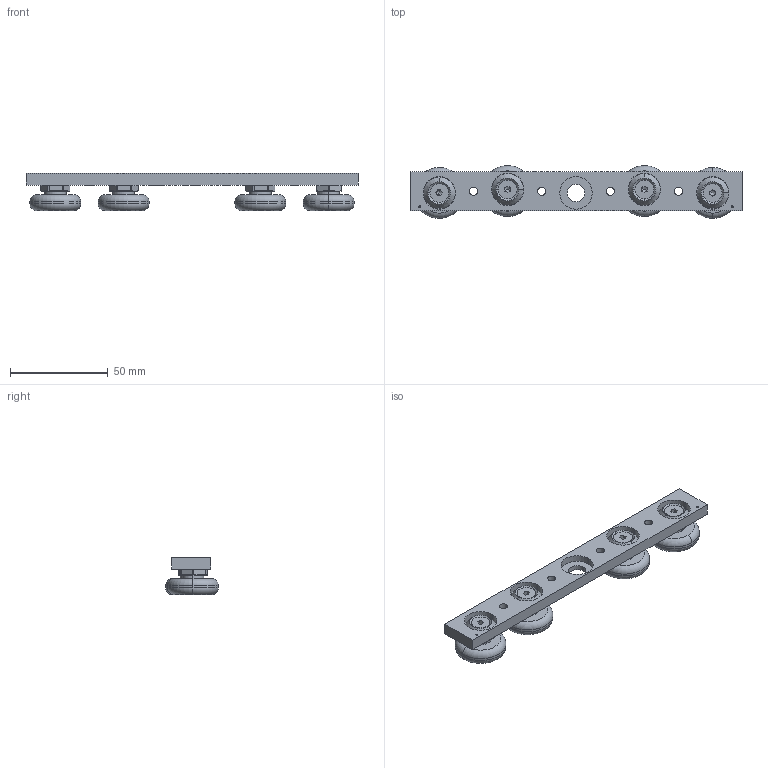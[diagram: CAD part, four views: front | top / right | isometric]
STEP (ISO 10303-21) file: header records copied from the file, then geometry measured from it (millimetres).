
FILE_DESCRIPTION (( 'STEP AP214' ), '1' );
FILE_NAME ('RLE33-4-2RS neu.STEP', '2020-04-20T06:10:44', ( '' ), ( '' ), 'SwSTEP 2.0', 'SolidWorks 2019', '' );
FILE_SCHEMA (( 'AUTOMOTIVE_DESIGN' ));
Length unit declared in the file: millimetre
Products named in the file (1): RLE33-4-2RS neu
Bounding box: 170 x 27 x 19 mm (x, y, z)
Volume: 35610 mm3; surface area: 21080.3 mm2
Topology: 13 solids, 13 shells, 411 faces, 852 edges, 474 vertices
Faces by surface type: plane 239, cylinder 88, cone 60, torus 24
Entity records: 15173 total; most frequent: DIRECTION 1944, CARTESIAN_POINT 1718, ORIENTED_EDGE 1664, EDGE_CURVE 832, AXIS2_PLACEMENT_3D 700, VECTOR 544, LINE 544, VERTEX_POINT 474
